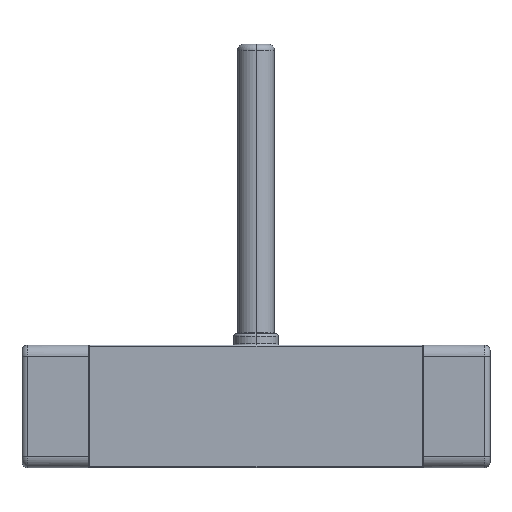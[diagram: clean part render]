
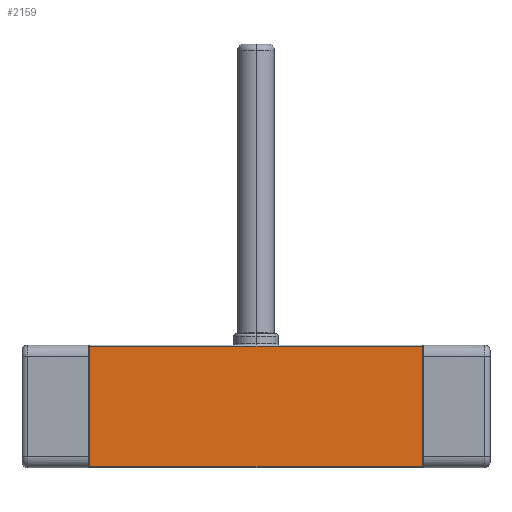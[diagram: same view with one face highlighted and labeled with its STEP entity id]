
A CAD part, top view. The second image highlights one B-rep face of the part: STEP entity #2159.
In plain terms, the highlighted planar face has unit normal (0, 0, 1).
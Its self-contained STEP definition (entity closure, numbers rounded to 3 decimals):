
#71 = CARTESIAN_POINT ( 'NONE',  ( 16.37, 38., 2.497 ) ) ;
#145 = CARTESIAN_POINT ( 'NONE',  ( -15.53, 38., 2.497 ) ) ;
#169 = CARTESIAN_POINT ( 'NONE',  ( -13.43, 38., 2.497 ) ) ;
#189 = CARTESIAN_POINT ( 'NONE',  ( -13.43, 0.1, 2.497 ) ) ;
#232 = CARTESIAN_POINT ( 'NONE',  ( -13.43, 10.9, 2.497 ) ) ;
#242 = CARTESIAN_POINT ( 'NONE',  ( -14.53, 10.9, 2.497 ) ) ;
#369 = VERTEX_POINT ( 'NONE', #189 ) ;
#405 = VECTOR ( 'NONE', #1955, 1000. ) ;
#431 = LINE ( 'NONE', #242, #405 ) ;
#442 = VECTOR ( 'NONE', #1352, 1000. ) ;
#556 = ORIENTED_EDGE ( 'NONE', *, *, #1614, .T. ) ;
#558 = EDGE_CURVE ( 'NONE', #2115, #945, #1564, .T. ) ;
#619 = VECTOR ( 'NONE', #1553, 1000. ) ;
#664 = ORIENTED_EDGE ( 'NONE', *, *, #558, .T. ) ;
#767 = ORIENTED_EDGE ( 'NONE', *, *, #2092, .T. ) ;
#788 = CARTESIAN_POINT ( 'NONE',  ( 16.37, 10.9, 2.497 ) ) ;
#945 = VERTEX_POINT ( 'NONE', #788 ) ;
#1041 = CARTESIAN_POINT ( 'NONE',  ( 16.37, 0.1, 2.497 ) ) ;
#1062 = FACE_OUTER_BOUND ( 'NONE', #1934, .T. ) ;
#1125 = LINE ( 'NONE', #169, #442 ) ;
#1227 = CARTESIAN_POINT ( 'NONE',  ( -15.53, 0.1, 2.497 ) ) ;
#1310 = DIRECTION ( 'NONE',  ( 0., 0., -1. ) ) ;
#1352 = DIRECTION ( 'NONE',  ( 0., -1., 0. ) ) ;
#1375 = VECTOR ( 'NONE', #1978, 1000. ) ;
#1395 = EDGE_CURVE ( 'NONE', #1668, #369, #1125, .T. ) ;
#1505 = ORIENTED_EDGE ( 'NONE', *, *, #1395, .T. ) ;
#1553 = DIRECTION ( 'NONE',  ( 0., 1., 0. ) ) ;
#1564 = LINE ( 'NONE', #71, #619 ) ;
#1614 = EDGE_CURVE ( 'NONE', #945, #1668, #431, .T. ) ;
#1668 = VERTEX_POINT ( 'NONE', #232 ) ;
#1797 = LINE ( 'NONE', #1227, #1375 ) ;
#1836 = PLANE ( 'NONE',  #2083 ) ;
#1934 = EDGE_LOOP ( 'NONE', ( #556, #1505, #767, #664 ) ) ;
#1955 = DIRECTION ( 'NONE',  ( -1., 0., 0. ) ) ;
#1978 = DIRECTION ( 'NONE',  ( 1., 0., 0. ) ) ;
#2057 = DIRECTION ( 'NONE',  ( -1., 0., 0. ) ) ;
#2083 = AXIS2_PLACEMENT_3D ( 'NONE', #145, #1310, #2057 ) ;
#2092 = EDGE_CURVE ( 'NONE', #369, #2115, #1797, .T. ) ;
#2115 = VERTEX_POINT ( 'NONE', #1041 ) ;
#2159 = ADVANCED_FACE ( 'NONE', ( #1062 ), #1836, .F. ) ;
